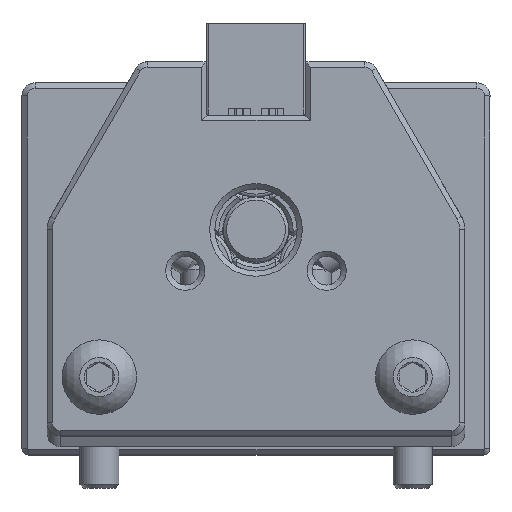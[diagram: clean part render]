
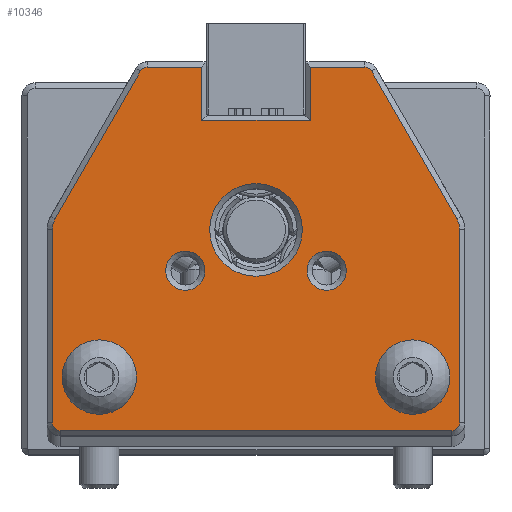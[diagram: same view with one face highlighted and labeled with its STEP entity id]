
A CAD part, top view. The second image highlights one B-rep face of the part: STEP entity #10346.
In plain terms, the highlighted planar face has unit normal (0, 0, 1).
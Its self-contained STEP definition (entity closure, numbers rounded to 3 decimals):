
#564=FACE_BOUND('',#1816,.T.);
#565=FACE_BOUND('',#1817,.T.);
#566=FACE_BOUND('',#1818,.T.);
#567=FACE_BOUND('',#1819,.T.);
#568=FACE_BOUND('',#1820,.T.);
#666=PLANE('',#11162);
#1178=FACE_OUTER_BOUND('',#1815,.T.);
#1815=EDGE_LOOP('',(#7394,#7395,#7396,#7397,#7398,#7399,#7400,#7401,#7402,
#7403,#7404,#7405,#7406,#7407,#7408,#7409));
#1816=EDGE_LOOP('',(#7410));
#1817=EDGE_LOOP('',(#7411));
#1818=EDGE_LOOP('',(#7412));
#1819=EDGE_LOOP('',(#7413));
#1820=EDGE_LOOP('',(#7414));
#2531=LINE('',#16790,#3372);
#2532=LINE('',#16794,#3373);
#2533=LINE('',#16798,#3374);
#2534=LINE('',#16802,#3375);
#2535=LINE('',#16806,#3376);
#2536=LINE('',#16810,#3377);
#2537=LINE('',#16814,#3378);
#2538=LINE('',#16816,#3379);
#2539=LINE('',#16818,#3380);
#2540=LINE('',#16819,#3381);
#3372=VECTOR('',#12595,10.);
#3373=VECTOR('',#12598,10.);
#3374=VECTOR('',#12601,10.);
#3375=VECTOR('',#12604,10.);
#3376=VECTOR('',#12607,10.);
#3377=VECTOR('',#12610,10.);
#3378=VECTOR('',#12613,10.);
#3379=VECTOR('',#12614,10.);
#3380=VECTOR('',#12615,10.);
#3381=VECTOR('',#12616,10.);
#4190=CIRCLE('',#11161,3.55);
#4191=CIRCLE('',#11163,0.6);
#4192=CIRCLE('',#11164,1.6);
#4193=CIRCLE('',#11165,0.6);
#4194=CIRCLE('',#11166,0.6);
#4195=CIRCLE('',#11167,1.6);
#4196=CIRCLE('',#11168,0.6);
#4197=CIRCLE('',#11169,1.5);
#4198=CIRCLE('',#11170,1.575);
#4199=CIRCLE('',#11171,1.575);
#4200=CIRCLE('',#11172,1.5);
#4714=VERTEX_POINT('',#16784);
#4715=VERTEX_POINT('',#16788);
#4716=VERTEX_POINT('',#16789);
#4717=VERTEX_POINT('',#16791);
#4718=VERTEX_POINT('',#16793);
#4719=VERTEX_POINT('',#16795);
#4720=VERTEX_POINT('',#16797);
#4721=VERTEX_POINT('',#16799);
#4722=VERTEX_POINT('',#16801);
#4723=VERTEX_POINT('',#16803);
#4724=VERTEX_POINT('',#16805);
#4725=VERTEX_POINT('',#16807);
#4726=VERTEX_POINT('',#16809);
#4727=VERTEX_POINT('',#16811);
#4728=VERTEX_POINT('',#16813);
#4729=VERTEX_POINT('',#16815);
#4730=VERTEX_POINT('',#16817);
#4731=VERTEX_POINT('',#16820);
#4732=VERTEX_POINT('',#16822);
#4733=VERTEX_POINT('',#16824);
#4734=VERTEX_POINT('',#16826);
#5728=EDGE_CURVE('',#4714,#4714,#4190,.T.);
#5730=EDGE_CURVE('',#4715,#4716,#2531,.T.);
#5731=EDGE_CURVE('',#4717,#4715,#4191,.T.);
#5732=EDGE_CURVE('',#4718,#4717,#2532,.T.);
#5733=EDGE_CURVE('',#4719,#4718,#4192,.T.);
#5734=EDGE_CURVE('',#4720,#4719,#2533,.T.);
#5735=EDGE_CURVE('',#4721,#4720,#4193,.T.);
#5736=EDGE_CURVE('',#4722,#4721,#2534,.T.);
#5737=EDGE_CURVE('',#4723,#4722,#4194,.T.);
#5738=EDGE_CURVE('',#4724,#4723,#2535,.T.);
#5739=EDGE_CURVE('',#4725,#4724,#4195,.T.);
#5740=EDGE_CURVE('',#4726,#4725,#2536,.T.);
#5741=EDGE_CURVE('',#4727,#4726,#4196,.T.);
#5742=EDGE_CURVE('',#4728,#4727,#2537,.T.);
#5743=EDGE_CURVE('',#4729,#4728,#2538,.T.);
#5744=EDGE_CURVE('',#4730,#4729,#2539,.T.);
#5745=EDGE_CURVE('',#4716,#4730,#2540,.T.);
#5746=EDGE_CURVE('',#4731,#4731,#4197,.T.);
#5747=EDGE_CURVE('',#4732,#4732,#4198,.T.);
#5748=EDGE_CURVE('',#4733,#4733,#4199,.T.);
#5749=EDGE_CURVE('',#4734,#4734,#4200,.T.);
#7394=ORIENTED_EDGE('',*,*,#5730,.F.);
#7395=ORIENTED_EDGE('',*,*,#5731,.F.);
#7396=ORIENTED_EDGE('',*,*,#5732,.F.);
#7397=ORIENTED_EDGE('',*,*,#5733,.F.);
#7398=ORIENTED_EDGE('',*,*,#5734,.F.);
#7399=ORIENTED_EDGE('',*,*,#5735,.F.);
#7400=ORIENTED_EDGE('',*,*,#5736,.F.);
#7401=ORIENTED_EDGE('',*,*,#5737,.F.);
#7402=ORIENTED_EDGE('',*,*,#5738,.F.);
#7403=ORIENTED_EDGE('',*,*,#5739,.F.);
#7404=ORIENTED_EDGE('',*,*,#5740,.F.);
#7405=ORIENTED_EDGE('',*,*,#5741,.F.);
#7406=ORIENTED_EDGE('',*,*,#5742,.F.);
#7407=ORIENTED_EDGE('',*,*,#5743,.F.);
#7408=ORIENTED_EDGE('',*,*,#5744,.F.);
#7409=ORIENTED_EDGE('',*,*,#5745,.F.);
#7410=ORIENTED_EDGE('',*,*,#5746,.F.);
#7411=ORIENTED_EDGE('',*,*,#5747,.T.);
#7412=ORIENTED_EDGE('',*,*,#5748,.T.);
#7413=ORIENTED_EDGE('',*,*,#5749,.F.);
#7414=ORIENTED_EDGE('',*,*,#5728,.F.);
#10346=ADVANCED_FACE('',(#1178,#564,#565,#566,#567,#568),#666,.T.);
#11161=AXIS2_PLACEMENT_3D('',#16785,#12590,#12591);
#11162=AXIS2_PLACEMENT_3D('',#16787,#12593,#12594);
#11163=AXIS2_PLACEMENT_3D('',#16792,#12596,#12597);
#11164=AXIS2_PLACEMENT_3D('',#16796,#12599,#12600);
#11165=AXIS2_PLACEMENT_3D('',#16800,#12602,#12603);
#11166=AXIS2_PLACEMENT_3D('',#16804,#12605,#12606);
#11167=AXIS2_PLACEMENT_3D('',#16808,#12608,#12609);
#11168=AXIS2_PLACEMENT_3D('',#16812,#12611,#12612);
#11169=AXIS2_PLACEMENT_3D('',#16821,#12617,#12618);
#11170=AXIS2_PLACEMENT_3D('',#16823,#12619,#12620);
#11171=AXIS2_PLACEMENT_3D('',#16825,#12621,#12622);
#11172=AXIS2_PLACEMENT_3D('',#16827,#12623,#12624);
#12590=DIRECTION('center_axis',(0.,0.,1.));
#12591=DIRECTION('ref_axis',(-0.866,0.5,0.));
#12593=DIRECTION('center_axis',(0.,0.,1.));
#12594=DIRECTION('ref_axis',(1.,0.,0.));
#12595=DIRECTION('',(1.,0.,0.));
#12596=DIRECTION('center_axis',(0.,0.,-1.));
#12597=DIRECTION('ref_axis',(-0.5,0.866,0.));
#12598=DIRECTION('',(0.5,0.866,0.));
#12599=DIRECTION('center_axis',(0.,0.,-1.));
#12600=DIRECTION('ref_axis',(-0.966,0.259,0.));
#12601=DIRECTION('',(0.,1.,0.));
#12602=DIRECTION('center_axis',(0.,0.,-1.));
#12603=DIRECTION('ref_axis',(-0.707,-0.707,0.));
#12604=DIRECTION('',(-1.,0.,0.));
#12605=DIRECTION('center_axis',(0.,0.,-1.));
#12606=DIRECTION('ref_axis',(0.707,-0.707,0.));
#12607=DIRECTION('',(0.,-1.,0.));
#12608=DIRECTION('center_axis',(0.,0.,-1.));
#12609=DIRECTION('ref_axis',(0.966,0.259,0.));
#12610=DIRECTION('',(0.5,-0.866,0.));
#12611=DIRECTION('center_axis',(0.,0.,-1.));
#12612=DIRECTION('ref_axis',(0.5,0.866,0.));
#12613=DIRECTION('',(1.,0.,0.));
#12614=DIRECTION('',(0.,1.,0.));
#12615=DIRECTION('',(1.,0.,0.));
#12616=DIRECTION('',(0.,-1.,0.));
#12617=DIRECTION('center_axis',(0.,0.,1.));
#12618=DIRECTION('ref_axis',(-1.,0.,0.));
#12619=DIRECTION('center_axis',(0.,0.,-1.));
#12620=DIRECTION('ref_axis',(1.,0.,0.));
#12621=DIRECTION('center_axis',(0.,0.,-1.));
#12622=DIRECTION('ref_axis',(1.,0.,0.));
#12623=DIRECTION('center_axis',(0.,0.,1.));
#12624=DIRECTION('ref_axis',(-1.,0.,0.));
#16784=CARTESIAN_POINT('',(3.074,-1.775,3.5));
#16785=CARTESIAN_POINT('Origin',(0.,0.,3.5));
#16787=CARTESIAN_POINT('Origin',(-4.547,-4.325,3.5));
#16788=CARTESIAN_POINT('',(-8.328,12.475,3.5));
#16789=CARTESIAN_POINT('',(-4.15,12.475,3.5));
#16790=CARTESIAN_POINT('',(-6.726,12.475,3.5));
#16791=CARTESIAN_POINT('',(-8.848,12.175,3.5));
#16792=CARTESIAN_POINT('Origin',(-8.328,11.875,3.5));
#16793=CARTESIAN_POINT('',(-15.386,0.851,3.5));
#16794=CARTESIAN_POINT('',(-15.285,1.025,3.5));
#16795=CARTESIAN_POINT('',(-15.6,0.051,3.5));
#16796=CARTESIAN_POINT('Origin',(-14.,0.051,3.5));
#16797=CARTESIAN_POINT('',(-15.6,-14.775,3.5));
#16798=CARTESIAN_POINT('',(-15.6,-10.05,3.5));
#16799=CARTESIAN_POINT('',(-15.,-15.375,3.5));
#16800=CARTESIAN_POINT('Origin',(-15.,-14.775,3.5));
#16801=CARTESIAN_POINT('',(15.,-15.375,3.5));
#16802=CARTESIAN_POINT('',(5.727,-15.375,3.5));
#16803=CARTESIAN_POINT('',(15.6,-14.775,3.5));
#16804=CARTESIAN_POINT('Origin',(15.,-14.775,3.5));
#16805=CARTESIAN_POINT('',(15.6,0.051,3.5));
#16806=CARTESIAN_POINT('',(15.6,-4.55,3.5));
#16807=CARTESIAN_POINT('',(15.386,0.851,3.5));
#16808=CARTESIAN_POINT('Origin',(14.,0.051,3.5));
#16809=CARTESIAN_POINT('',(8.848,12.175,3.5));
#16810=CARTESIAN_POINT('',(10.602,9.137,3.5));
#16811=CARTESIAN_POINT('',(8.328,12.475,3.5));
#16812=CARTESIAN_POINT('Origin',(8.328,11.875,3.5));
#16813=CARTESIAN_POINT('',(4.15,12.475,3.5));
#16814=CARTESIAN_POINT('',(-6.726,12.475,3.5));
#16815=CARTESIAN_POINT('',(4.15,8.4,3.5));
#16816=CARTESIAN_POINT('',(4.15,3.087,3.5));
#16817=CARTESIAN_POINT('',(-4.15,8.4,3.5));
#16818=CARTESIAN_POINT('',(-2.273,8.4,3.5));
#16819=CARTESIAN_POINT('',(-4.15,3.088,3.5));
#16820=CARTESIAN_POINT('',(-3.913,-3.125,3.5));
#16821=CARTESIAN_POINT('Origin',(-5.413,-3.125,3.5));
#16822=CARTESIAN_POINT('',(10.425,-11.275,3.5));
#16823=CARTESIAN_POINT('Origin',(12.,-11.275,3.5));
#16824=CARTESIAN_POINT('',(-13.575,-11.275,3.5));
#16825=CARTESIAN_POINT('Origin',(-12.,-11.275,3.5));
#16826=CARTESIAN_POINT('',(6.913,-3.125,3.5));
#16827=CARTESIAN_POINT('Origin',(5.413,-3.125,3.5));
